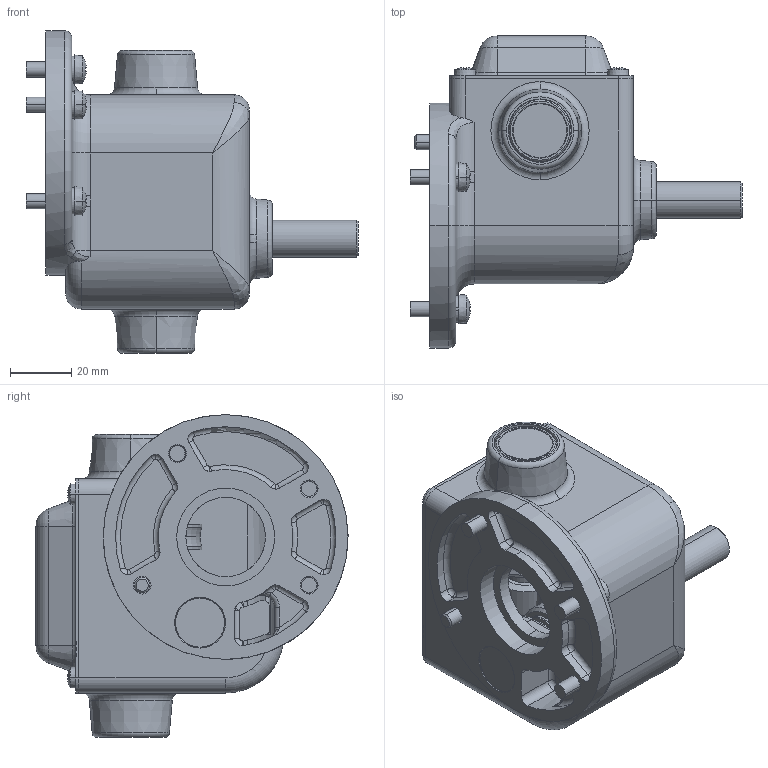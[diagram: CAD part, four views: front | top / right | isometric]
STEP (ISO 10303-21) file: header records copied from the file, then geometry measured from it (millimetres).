
FILE_DESCRIPTION (( 'STEP AP203' ), '1' );
FILE_NAME ('Z3.STEP', '2013-12-10T08:39:51', ( 'kob' ), ( 'Microsoft' ), 'SwSTEP 2.0', 'SolidWorks 2012', '' );
FILE_SCHEMA (( 'CONFIG_CONTROL_DESIGN' ));
Length unit declared in the file: millimetre
Products named in the file (1): Z3
Bounding box: 108.5 x 102 x 105.5 mm (x, y, z)
Surface area: 53137.2 mm2 (no closed solid volume)
Topology: 0 solids, 31 shells, 442 faces, 1316 edges, 891 vertices
Faces by surface type: plane 151, cylinder 126, torus 76, cone 63, sphere 14, bspline 12
Entity records: 16050 total; most frequent: CARTESIAN_POINT 3997, DIRECTION 2736, ORIENTED_EDGE 2171, EDGE_CURVE 1312, AXIS2_PLACEMENT_3D 1072, VERTEX_POINT 891, CIRCLE 641, LINE 592
